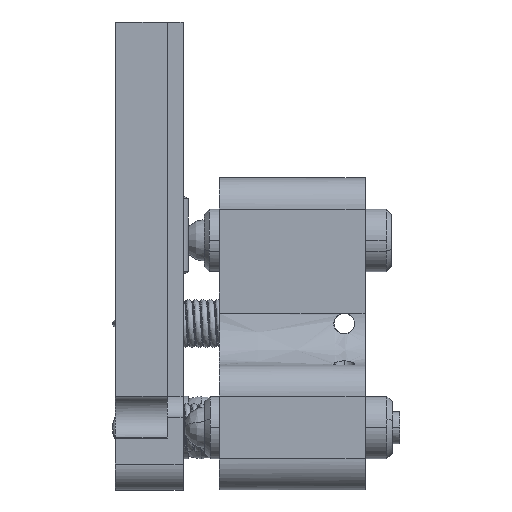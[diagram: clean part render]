
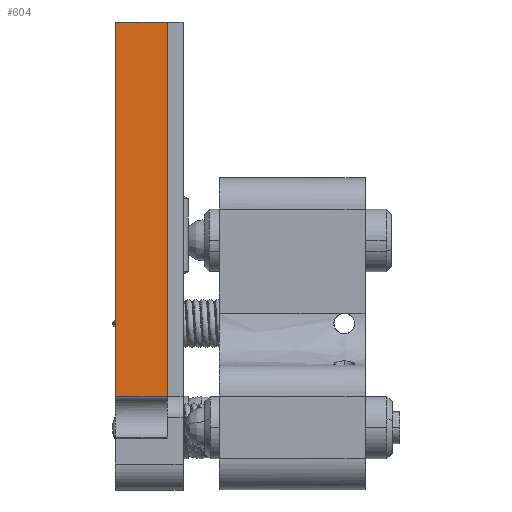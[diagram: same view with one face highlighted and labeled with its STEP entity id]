
A CAD part, front view. The second image highlights one B-rep face of the part: STEP entity #604.
In plain terms, the highlighted free-form (B-spline) face has degree [1, 1] with [2, 2] control points.
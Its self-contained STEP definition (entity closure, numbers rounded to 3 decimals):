
#604=ADVANCED_FACE('',(#995),#14212,.T.);
#995=FACE_OUTER_BOUND('',#1389,.T.);
#1389=EDGE_LOOP('',(#1893,#1894,#1895,#1896));
#1893=ORIENTED_EDGE('',*,*,#11483,.T.);
#1894=ORIENTED_EDGE('',*,*,#11438,.F.);
#1895=ORIENTED_EDGE('',*,*,#11451,.F.);
#1896=ORIENTED_EDGE('',*,*,#11484,.T.);
#3913=PCURVE('',#14208,#5991);
#3928=PCURVE('',#14209,#6006);
#3971=PCURVE('',#14212,#6049);
#3972=PCURVE('',#14212,#6050);
#3973=PCURVE('',#14212,#6051);
#3974=PCURVE('',#14212,#6052);
#3981=PCURVE('',#14214,#6059);
#3990=PCURVE('',#14355,#6068);
#5991=DEFINITIONAL_REPRESENTATION('',(#8080),#82416);
#6006=DEFINITIONAL_REPRESENTATION('',(#8099),#82416);
#6049=DEFINITIONAL_REPRESENTATION('',(#8141),#82416);
#6050=DEFINITIONAL_REPRESENTATION('',(#8142),#82416);
#6051=DEFINITIONAL_REPRESENTATION('',(#8143),#82416);
#6052=DEFINITIONAL_REPRESENTATION('',(#8145),#82416);
#6059=DEFINITIONAL_REPRESENTATION('',(#8156),#82416);
#6068=DEFINITIONAL_REPRESENTATION('',(#8164),#82416);
#8079=B_SPLINE_CURVE_WITH_KNOTS('',1,(#15761,#15762),.UNSPECIFIED.,.F.,
 .F.,(2,2),(0.,5.),.UNSPECIFIED.);
#8080=B_SPLINE_CURVE_WITH_KNOTS('',1,(#15763,#15764),.UNSPECIFIED.,.F.,
 .F.,(2,2),(0.,5.),.UNSPECIFIED.);
#8098=B_SPLINE_CURVE_WITH_KNOTS('',1,(#15830,#15831),.UNSPECIFIED.,.F.,
 .F.,(2,2),(0.,36.),.UNSPECIFIED.);
#8099=B_SPLINE_CURVE_WITH_KNOTS('',1,(#15832,#15833),.UNSPECIFIED.,.F.,
 .F.,(2,2),(0.,36.),.UNSPECIFIED.);
#8140=B_SPLINE_CURVE_WITH_KNOTS('',1,(#16040,#16041),.UNSPECIFIED.,.F.,
 .F.,(2,2),(0.,36.),.UNSPECIFIED.);
#8141=B_SPLINE_CURVE_WITH_KNOTS('',1,(#16042,#16043),.UNSPECIFIED.,.F.,
 .F.,(2,2),(0.,36.),.UNSPECIFIED.);
#8142=B_SPLINE_CURVE_WITH_KNOTS('',1,(#16044,#16045),.UNSPECIFIED.,.F.,
 .F.,(2,2),(0.,5.),.UNSPECIFIED.);
#8143=B_SPLINE_CURVE_WITH_KNOTS('',1,(#16046,#16047),.UNSPECIFIED.,.F.,
 .F.,(2,2),(0.,36.),.UNSPECIFIED.);
#8144=B_SPLINE_CURVE_WITH_KNOTS('',1,(#16048,#16049),.UNSPECIFIED.,.F.,
 .F.,(2,2),(0.,5.),.UNSPECIFIED.);
#8145=B_SPLINE_CURVE_WITH_KNOTS('',1,(#16050,#16051),.UNSPECIFIED.,.F.,
 .F.,(2,2),(0.,5.),.UNSPECIFIED.);
#8156=B_SPLINE_CURVE_WITH_KNOTS('',1,(#16072,#16073),.UNSPECIFIED.,.F.,
 .F.,(2,2),(0.,36.),.UNSPECIFIED.);
#8164=B_SPLINE_CURVE_WITH_KNOTS('',1,(#16101,#16102),.UNSPECIFIED.,.F.,
 .F.,(2,2),(0.,5.),.UNSPECIFIED.);
#10317=SURFACE_CURVE('',#8079,(#3913,#3972),.PCURVE_S1.);
#10330=SURFACE_CURVE('',#8098,(#3928,#3973),.PCURVE_S1.);
#10362=SURFACE_CURVE('',#8140,(#3971,#3981),.PCURVE_S1.);
#10363=SURFACE_CURVE('',#8144,(#3974,#3990),.PCURVE_S1.);
#11438=EDGE_CURVE('',#13500,#13501,#10317,.T.);
#11451=EDGE_CURVE('',#13512,#13500,#10330,.T.);
#11483=EDGE_CURVE('',#13539,#13501,#10362,.T.);
#11484=EDGE_CURVE('',#13512,#13539,#10363,.T.);
#13500=VERTEX_POINT('',#15517);
#13501=VERTEX_POINT('',#15518);
#13512=VERTEX_POINT('',#15529);
#13539=VERTEX_POINT('',#15556);
#14208=B_SPLINE_SURFACE_WITH_KNOTS('',1,1,((#14962,#14963),(#14964,#14965)),
 .UNSPECIFIED.,.F.,.F.,.F.,(2,2),(2,2),(0.,8.04),(0.,
11.64),.UNSPECIFIED.);
#14209=B_SPLINE_SURFACE_WITH_KNOTS('',1,1,((#14966,#14967),(#14968,#14969)),
 .UNSPECIFIED.,.F.,.F.,.F.,(2,2),(2,2),(-59.04,0.),(0.,
54.24),.UNSPECIFIED.);
#14212=B_SPLINE_SURFACE_WITH_KNOTS('',1,1,((#15032,#15033),(#15034,#15035)),
 .UNSPECIFIED.,.F.,.F.,.F.,(2,2),(2,2),(-43.44,0.),(0.,
6.24),.UNSPECIFIED.);
#14214=B_SPLINE_SURFACE_WITH_KNOTS('',1,1,((#15040,#15041),(#15042,#15043)),
 .UNSPECIFIED.,.F.,.F.,.F.,(2,2),(2,2),(-26.64,0.),(0.,
48.24),.UNSPECIFIED.);
#14355=(
BOUNDED_SURFACE()
B_SPLINE_SURFACE(1,2,((#15044,#15045,#15046,#15047,#15048,#15049,#15050,
#15051,#15052),(#15053,#15054,#15055,#15056,#15057,#15058,#15059,#15060,
#15061)),.UNSPECIFIED.,.F.,.F.,.F.)
B_SPLINE_SURFACE_WITH_KNOTS((2,2),(3,2,2,2,3),(0.,6.24),(0.,1.571,
3.142,4.712,6.283),.UNSPECIFIED.)
GEOMETRIC_REPRESENTATION_ITEM()
RATIONAL_B_SPLINE_SURFACE(((1.,0.707,1.,0.707,1.,
0.707,1.,0.707,1.),(1.,0.707,1.,0.707,
1.,0.707,1.,0.707,1.)))
REPRESENTATION_ITEM('')
SURFACE()
);
#14962=CARTESIAN_POINT('',(38.985,45.,-0.77));
#14963=CARTESIAN_POINT('',(50.625,45.,-0.77));
#14964=CARTESIAN_POINT('',(38.985,45.,7.27));
#14965=CARTESIAN_POINT('',(50.625,45.,7.27));
#14966=CARTESIAN_POINT('',(76.075,-4.62,0.));
#14967=CARTESIAN_POINT('',(76.075,49.62,0.));
#14968=CARTESIAN_POINT('',(17.035,-4.62,0.));
#14969=CARTESIAN_POINT('',(17.035,49.62,0.));
#15032=CARTESIAN_POINT('',(42.055,48.72,-0.62));
#15033=CARTESIAN_POINT('',(42.055,48.72,5.62));
#15034=CARTESIAN_POINT('',(42.055,5.28,-0.62));
#15035=CARTESIAN_POINT('',(42.055,5.28,5.62));
#15040=CARTESIAN_POINT('',(46.375,0.88,5.));
#15041=CARTESIAN_POINT('',(46.375,49.12,5.));
#15042=CARTESIAN_POINT('',(19.735,0.88,5.));
#15043=CARTESIAN_POINT('',(19.735,49.12,5.));
#15044=CARTESIAN_POINT('',(40.055,7.,-0.62));
#15045=CARTESIAN_POINT('',(40.055,5.,-0.62));
#15046=CARTESIAN_POINT('',(42.055,5.,-0.62));
#15047=CARTESIAN_POINT('',(44.055,5.,-0.62));
#15048=CARTESIAN_POINT('',(44.055,7.,-0.62));
#15049=CARTESIAN_POINT('',(44.055,9.,-0.62));
#15050=CARTESIAN_POINT('',(42.055,9.,-0.62));
#15051=CARTESIAN_POINT('',(40.055,9.,-0.62));
#15052=CARTESIAN_POINT('',(40.055,7.,-0.62));
#15053=CARTESIAN_POINT('',(40.055,7.,5.62));
#15054=CARTESIAN_POINT('',(40.055,5.,5.62));
#15055=CARTESIAN_POINT('',(42.055,5.,5.62));
#15056=CARTESIAN_POINT('',(44.055,5.,5.62));
#15057=CARTESIAN_POINT('',(44.055,7.,5.62));
#15058=CARTESIAN_POINT('',(44.055,9.,5.62));
#15059=CARTESIAN_POINT('',(42.055,9.,5.62));
#15060=CARTESIAN_POINT('',(40.055,9.,5.62));
#15061=CARTESIAN_POINT('',(40.055,7.,5.62));
#15517=CARTESIAN_POINT('',(42.055,45.,0.));
#15518=CARTESIAN_POINT('',(42.055,45.,5.));
#15529=CARTESIAN_POINT('',(42.055,9.,0.));
#15556=CARTESIAN_POINT('',(42.055,9.,5.));
#15761=CARTESIAN_POINT('',(42.055,45.,0.));
#15762=CARTESIAN_POINT('',(42.055,45.,5.));
#15763=CARTESIAN_POINT('',(0.77,3.07));
#15764=CARTESIAN_POINT('',(5.77,3.07));
#15830=CARTESIAN_POINT('',(42.055,9.,0.));
#15831=CARTESIAN_POINT('',(42.055,45.,0.));
#15832=CARTESIAN_POINT('',(-25.02,13.62));
#15833=CARTESIAN_POINT('',(-25.02,49.62));
#16040=CARTESIAN_POINT('',(42.055,9.,5.));
#16041=CARTESIAN_POINT('',(42.055,45.,5.));
#16042=CARTESIAN_POINT('',(-3.72,5.62));
#16043=CARTESIAN_POINT('',(-39.72,5.62));
#16044=CARTESIAN_POINT('',(-39.72,0.62));
#16045=CARTESIAN_POINT('',(-39.72,5.62));
#16046=CARTESIAN_POINT('',(-3.72,0.62));
#16047=CARTESIAN_POINT('',(-39.72,0.62));
#16048=CARTESIAN_POINT('',(42.055,9.,0.));
#16049=CARTESIAN_POINT('',(42.055,9.,5.));
#16050=CARTESIAN_POINT('',(-3.72,0.62));
#16051=CARTESIAN_POINT('',(-3.72,5.62));
#16072=CARTESIAN_POINT('',(-22.32,8.12));
#16073=CARTESIAN_POINT('',(-22.32,44.12));
#16101=CARTESIAN_POINT('',(0.62,4.712));
#16102=CARTESIAN_POINT('',(5.62,4.712));
#82416=(
GEOMETRIC_REPRESENTATION_CONTEXT(2)
PARAMETRIC_REPRESENTATION_CONTEXT()
REPRESENTATION_CONTEXT('pspace','')
);
